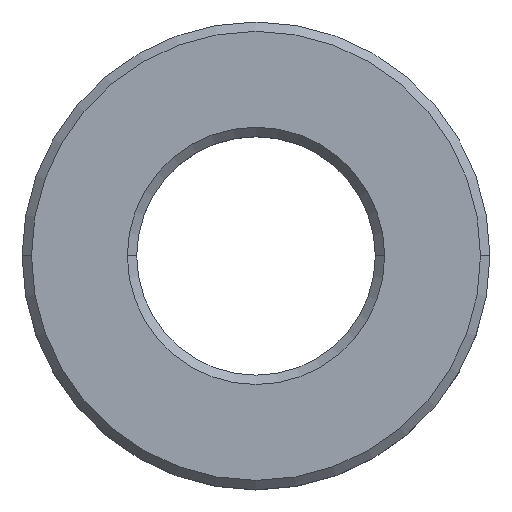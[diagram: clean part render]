
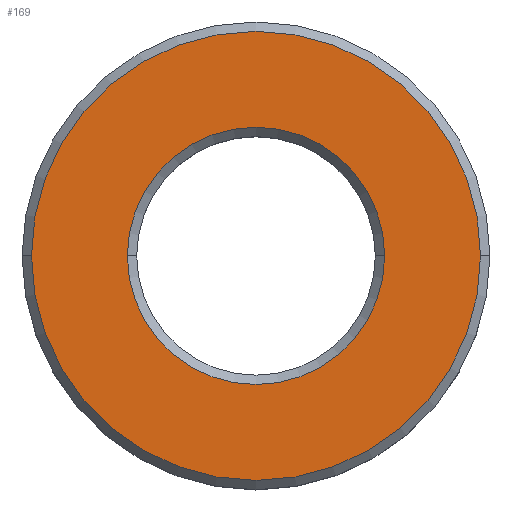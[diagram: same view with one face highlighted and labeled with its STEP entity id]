
A CAD part, top view. The second image highlights one B-rep face of the part: STEP entity #169.
In plain terms, the highlighted planar face has unit normal (0, 0, 1).
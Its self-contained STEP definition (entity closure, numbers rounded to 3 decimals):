
#2 = DIRECTION ( 'NONE',  ( 0., 0., 1. ) ) ;
#20 = AXIS2_PLACEMENT_3D ( 'NONE', #56, #55, #34 ) ;
#22 = CARTESIAN_POINT ( 'NONE',  ( 4.8, 0., 3. ) ) ;
#34 = DIRECTION ( 'NONE',  ( 1., 0., 0. ) ) ;
#55 = DIRECTION ( 'NONE',  ( 0., 0., 1. ) ) ;
#56 = CARTESIAN_POINT ( 'NONE',  ( 0., 0., 3. ) ) ;
#68 = DIRECTION ( 'NONE',  ( 0., 0., -1. ) ) ;
#69 = EDGE_CURVE ( 'NONE', #215, #247, #328, .T. ) ;
#84 = ORIENTED_EDGE ( 'NONE', *, *, #69, .T. ) ;
#89 = CIRCLE ( 'NONE', #409, 2.75 ) ;
#96 = VERTEX_POINT ( 'NONE', #22 ) ;
#111 = DIRECTION ( 'NONE',  ( 1., 0., 0. ) ) ;
#150 = ORIENTED_EDGE ( 'NONE', *, *, #365, .T. ) ;
#151 = AXIS2_PLACEMENT_3D ( 'NONE', #163, #158, #157 ) ;
#153 = CARTESIAN_POINT ( 'NONE',  ( -4.8, 0., 3. ) ) ;
#156 = CARTESIAN_POINT ( 'NONE',  ( 0., 0., 3. ) ) ;
#157 = DIRECTION ( 'NONE',  ( 1., 0., 0. ) ) ;
#158 = DIRECTION ( 'NONE',  ( 0., 0., -1. ) ) ;
#160 = ORIENTED_EDGE ( 'NONE', *, *, #193, .T. ) ;
#163 = CARTESIAN_POINT ( 'NONE',  ( 0., 0., 3. ) ) ;
#169 = ADVANCED_FACE ( 'NONE', ( #246, #397 ), #352, .T. ) ;
#183 = EDGE_LOOP ( 'NONE', ( #84, #150 ) ) ;
#193 = EDGE_CURVE ( 'NONE', #96, #416, #232, .T. ) ;
#195 = CARTESIAN_POINT ( 'NONE',  ( 0., 0., 3. ) ) ;
#198 = CIRCLE ( 'NONE', #20, 4.8 ) ;
#206 = ORIENTED_EDGE ( 'NONE', *, *, #257, .T. ) ;
#215 = VERTEX_POINT ( 'NONE', #350 ) ;
#232 = CIRCLE ( 'NONE', #405, 4.8 ) ;
#246 = FACE_BOUND ( 'NONE', #183, .T. ) ;
#247 = VERTEX_POINT ( 'NONE', #250 ) ;
#248 = AXIS2_PLACEMENT_3D ( 'NONE', #156, #2, #111 ) ;
#250 = CARTESIAN_POINT ( 'NONE',  ( -2.75, 0., 3. ) ) ;
#257 = EDGE_CURVE ( 'NONE', #416, #96, #198, .T. ) ;
#268 = DIRECTION ( 'NONE',  ( 1., 0., 0. ) ) ;
#280 = DIRECTION ( 'NONE',  ( 0., 0., 1. ) ) ;
#291 = DIRECTION ( 'NONE',  ( 1., 0., 0. ) ) ;
#295 = CARTESIAN_POINT ( 'NONE',  ( 0., 0., 3. ) ) ;
#328 = CIRCLE ( 'NONE', #151, 2.75 ) ;
#350 = CARTESIAN_POINT ( 'NONE',  ( 2.75, 0., 3. ) ) ;
#352 = PLANE ( 'NONE',  #248 ) ;
#365 = EDGE_CURVE ( 'NONE', #247, #215, #89, .T. ) ;
#397 = FACE_OUTER_BOUND ( 'NONE', #399, .T. ) ;
#399 = EDGE_LOOP ( 'NONE', ( #206, #160 ) ) ;
#405 = AXIS2_PLACEMENT_3D ( 'NONE', #295, #280, #268 ) ;
#409 = AXIS2_PLACEMENT_3D ( 'NONE', #195, #68, #291 ) ;
#416 = VERTEX_POINT ( 'NONE', #153 ) ;
